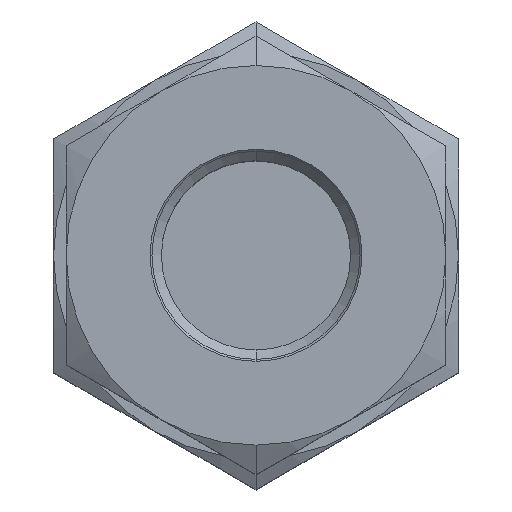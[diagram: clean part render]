
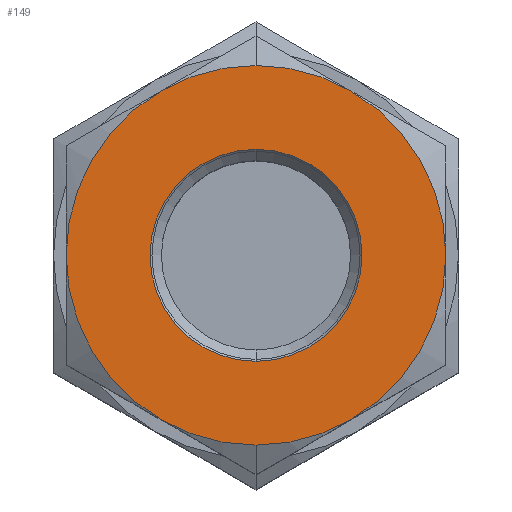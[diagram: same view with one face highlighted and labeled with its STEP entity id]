
A CAD part, top view. The second image highlights one B-rep face of the part: STEP entity #149.
In plain terms, the highlighted planar face has unit normal (0, 0, 1).
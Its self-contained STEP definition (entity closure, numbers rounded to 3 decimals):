
#149=ADVANCED_FACE('',(#331,#332),#333,.T.);
#331=FACE_OUTER_BOUND('',#547,.T.);
#332=FACE_BOUND('',#548,.T.);
#333=PLANE('',#549);
#547=EDGE_LOOP('',(#1241,#1242,#1243,#1244,#1245,#1246,#1247,#1248));
#548=EDGE_LOOP('',(#1249,#1250));
#549=AXIS2_PLACEMENT_3D('',#1251,#1252,#1253);
#1241=ORIENTED_EDGE('',*,*,#1543,.T.);
#1242=ORIENTED_EDGE('',*,*,#1542,.T.);
#1243=ORIENTED_EDGE('',*,*,#1363,.T.);
#1244=ORIENTED_EDGE('',*,*,#1541,.T.);
#1245=ORIENTED_EDGE('',*,*,#1540,.T.);
#1246=ORIENTED_EDGE('',*,*,#1539,.T.);
#1247=ORIENTED_EDGE('',*,*,#1538,.T.);
#1248=ORIENTED_EDGE('',*,*,#1367,.T.);
#1249=ORIENTED_EDGE('',*,*,#1360,.T.);
#1250=ORIENTED_EDGE('',*,*,#1544,.T.);
#1251=CARTESIAN_POINT('',(0.0,0.0,15.0));
#1252=DIRECTION('',(0.0,0.0,1.0));
#1253=DIRECTION('',(1.0,-0.0,0.0));
#1360=EDGE_CURVE('',#1781,#1779,#1782,.T.);
#1363=EDGE_CURVE('',#1787,#1784,#1788,.T.);
#1367=EDGE_CURVE('',#1791,#1793,#1795,.T.);
#1538=EDGE_CURVE('',#2047,#1791,#2070,.T.);
#1539=EDGE_CURVE('',#2052,#2047,#2071,.T.);
#1540=EDGE_CURVE('',#2057,#2052,#2072,.T.);
#1541=EDGE_CURVE('',#1784,#2057,#2073,.T.);
#1542=EDGE_CURVE('',#2064,#1787,#2074,.T.);
#1543=EDGE_CURVE('',#1793,#2064,#2075,.T.);
#1544=EDGE_CURVE('',#1779,#1781,#2076,.T.);
#1779=VERTEX_POINT('',#2179);
#1781=VERTEX_POINT('',#2182);
#1782=CIRCLE('',#2183,8.375);
#1784=VERTEX_POINT('',#2186);
#1787=VERTEX_POINT('',#2190);
#1788=CIRCLE('',#2191,15.0);
#1791=VERTEX_POINT('',#2201);
#1793=VERTEX_POINT('',#2204);
#1795=CIRCLE('',#2213,15.0);
#2047=VERTEX_POINT('',#2883);
#2052=VERTEX_POINT('',#2903);
#2057=VERTEX_POINT('',#2923);
#2064=VERTEX_POINT('',#2953);
#2070=CIRCLE('',#2981,15.0);
#2071=CIRCLE('',#2982,15.0);
#2072=CIRCLE('',#2983,15.0);
#2073=CIRCLE('',#2984,15.0);
#2074=CIRCLE('',#2985,15.0);
#2075=CIRCLE('',#2986,15.0);
#2076=CIRCLE('',#2987,8.375);
#2179=CARTESIAN_POINT('',(0.,8.375,15.0));
#2182=CARTESIAN_POINT('',(0.0,-8.375,15.0));
#2183=AXIS2_PLACEMENT_3D('',#3131,#3132,#3133);
#2186=CARTESIAN_POINT('',(0.,15.0,15.0));
#2190=CARTESIAN_POINT('',(7.5,12.99,15.0));
#2191=AXIS2_PLACEMENT_3D('',#3136,#3137,#3138);
#2201=CARTESIAN_POINT('',(0.,-15.0,15.0));
#2204=CARTESIAN_POINT('',(7.5,-12.99,15.0));
#2213=AXIS2_PLACEMENT_3D('',#3140,#3141,#3142);
#2883=CARTESIAN_POINT('',(-7.5,-12.99,15.0));
#2903=CARTESIAN_POINT('',(-15.0,0.,15.0));
#2923=CARTESIAN_POINT('',(-7.5,12.99,15.0));
#2953=CARTESIAN_POINT('',(15.0,0.,15.0));
#2981=AXIS2_PLACEMENT_3D('',#3349,#3350,#3351);
#2982=AXIS2_PLACEMENT_3D('',#3352,#3353,#3354);
#2983=AXIS2_PLACEMENT_3D('',#3355,#3356,#3357);
#2984=AXIS2_PLACEMENT_3D('',#3358,#3359,#3360);
#2985=AXIS2_PLACEMENT_3D('',#3361,#3362,#3363);
#2986=AXIS2_PLACEMENT_3D('',#3364,#3365,#3366);
#2987=AXIS2_PLACEMENT_3D('',#3367,#3368,#3369);
#3131=CARTESIAN_POINT('',(0.0,0.0,15.0));
#3132=DIRECTION('',(0.0,0.0,-1.0));
#3133=DIRECTION('',(0.0,1.0,0.0));
#3136=CARTESIAN_POINT('',(0.0,0.0,15.0));
#3137=DIRECTION('',(0.0,-0.0,1.0));
#3138=DIRECTION('',(0.5,0.866,0.0));
#3140=CARTESIAN_POINT('',(0.0,0.0,15.0));
#3141=DIRECTION('',(0.0,0.0,1.0));
#3142=DIRECTION('',(-0.5,-0.866,0.0));
#3349=CARTESIAN_POINT('',(0.0,0.0,15.0));
#3350=DIRECTION('',(0.0,0.0,1.0));
#3351=DIRECTION('',(-0.5,-0.866,0.0));
#3352=CARTESIAN_POINT('',(0.0,0.0,15.0));
#3353=DIRECTION('',(0.0,0.0,1.0));
#3354=DIRECTION('',(-1.0,0.,0.0));
#3355=CARTESIAN_POINT('',(0.0,0.0,15.0));
#3356=DIRECTION('',(0.0,0.0,1.0));
#3357=DIRECTION('',(-0.5,0.866,0.0));
#3358=CARTESIAN_POINT('',(0.0,0.0,15.0));
#3359=DIRECTION('',(0.0,-0.0,1.0));
#3360=DIRECTION('',(0.5,0.866,0.0));
#3361=CARTESIAN_POINT('',(0.0,0.0,15.0));
#3362=DIRECTION('',(0.0,0.0,1.0));
#3363=DIRECTION('',(1.0,0.,0.0));
#3364=CARTESIAN_POINT('',(0.0,0.0,15.0));
#3365=DIRECTION('',(0.0,0.0,1.0));
#3366=DIRECTION('',(0.5,-0.866,0.0));
#3367=CARTESIAN_POINT('',(0.0,0.0,15.0));
#3368=DIRECTION('',(0.0,0.0,-1.0));
#3369=DIRECTION('',(0.0,1.0,0.0));
